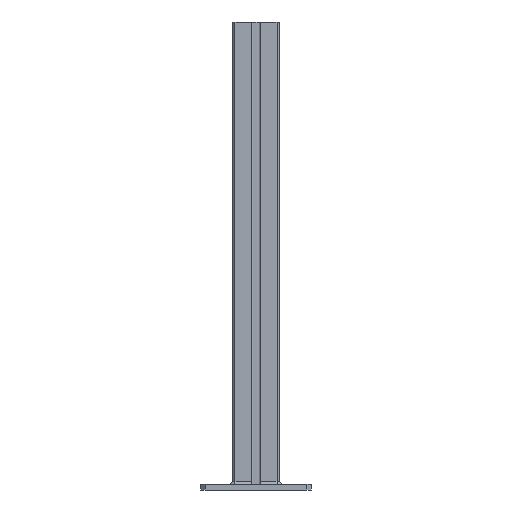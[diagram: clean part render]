
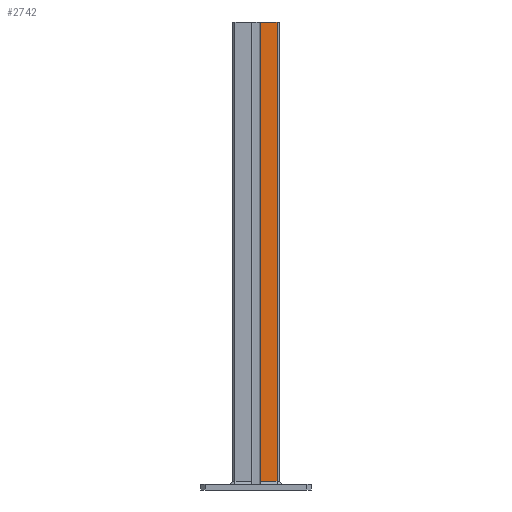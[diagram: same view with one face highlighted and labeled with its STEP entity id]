
A CAD part, front view. The second image highlights one B-rep face of the part: STEP entity #2742.
In plain terms, the highlighted planar face has unit normal (0, -1, 0).
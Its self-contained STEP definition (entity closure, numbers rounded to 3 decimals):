
#505=CARTESIAN_POINT('',(45.5,-50.,19.));
#506=VERTEX_POINT('',#505);
#594=CARTESIAN_POINT('',(9.3,-50.,19.));
#595=VERTEX_POINT('',#594);
#596=CARTESIAN_POINT('',(9.3,-50.,19.));
#597=DIRECTION('',(1.0,0.0,0.0));
#598=VECTOR('',#597,36.2);
#599=LINE('',#596,#598);
#600=EDGE_CURVE('',#595,#506,#599,.T.);
#2712=CARTESIAN_POINT('',(45.5,-50.,0.));
#2713=DIRECTION('',(0.0,-1.0,0.0));
#2714=DIRECTION('',(1.0,0.0,0.0));
#2715=AXIS2_PLACEMENT_3D('',#2712,#2713,#2714);
#2716=PLANE('',#2715);
#2717=ORIENTED_EDGE('',*,*,#600,.T.);
#2718=CARTESIAN_POINT('',(45.5,-50.,1012.0));
#2719=VERTEX_POINT('',#2718);
#2720=CARTESIAN_POINT('',(45.5,-50.,19.));
#2721=DIRECTION('',(0.0,0.0,1.0));
#2722=VECTOR('',#2721,993.0);
#2723=LINE('',#2720,#2722);
#2724=EDGE_CURVE('',#506,#2719,#2723,.T.);
#2725=ORIENTED_EDGE('',*,*,#2724,.T.);
#2726=CARTESIAN_POINT('',(9.3,-50.,1012.0));
#2727=VERTEX_POINT('',#2726);
#2728=CARTESIAN_POINT('',(45.5,-50.,1012.0));
#2729=DIRECTION('',(-1.0,0.0,0.0));
#2730=VECTOR('',#2729,36.2);
#2731=LINE('',#2728,#2730);
#2732=EDGE_CURVE('',#2719,#2727,#2731,.T.);
#2733=ORIENTED_EDGE('',*,*,#2732,.T.);
#2734=CARTESIAN_POINT('',(9.3,-50.,19.));
#2735=DIRECTION('',(0.0,0.0,1.0));
#2736=VECTOR('',#2735,993.0);
#2737=LINE('',#2734,#2736);
#2738=EDGE_CURVE('',#595,#2727,#2737,.T.);
#2739=ORIENTED_EDGE('',*,*,#2738,.F.);
#2740=EDGE_LOOP('',(#2717,#2725,#2733,#2739));
#2741=FACE_OUTER_BOUND('',#2740,.T.);
#2742=ADVANCED_FACE('',(#2741),#2716,.T.);
